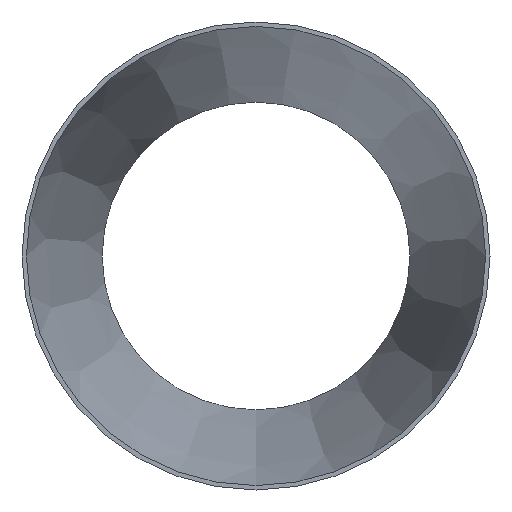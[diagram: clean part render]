
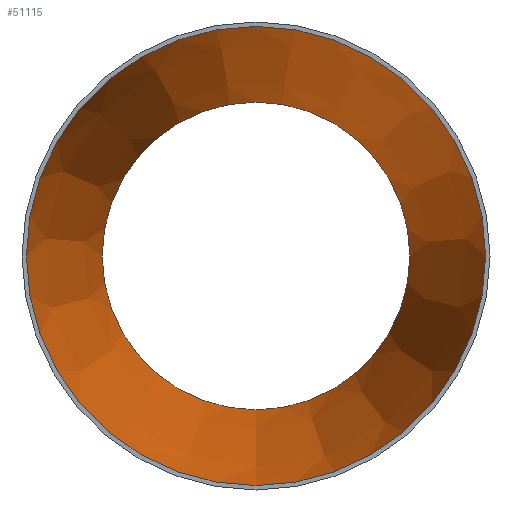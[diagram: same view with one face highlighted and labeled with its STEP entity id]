
A CAD part, front view. The second image highlights one B-rep face of the part: STEP entity #51115.
In plain terms, the highlighted conical face has half-angle 9.908 degrees and reference radius 158.905 mm.
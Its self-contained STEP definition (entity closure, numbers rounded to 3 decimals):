
#294 = ORIENTED_EDGE ( 'NONE', *, *, #33388, .T. ) ;
#6476 = EDGE_LOOP ( 'NONE', ( #35657 ) ) ;
#11339 = DIRECTION ( 'NONE',  ( 0., 0., -1. ) ) ;
#11382 = CIRCLE ( 'NONE', #50204, 106.505 ) ;
#15425 = EDGE_LOOP ( 'NONE', ( #294 ) ) ;
#15920 = DIRECTION ( 'NONE',  ( 0., -1., 0. ) ) ;
#16860 = CARTESIAN_POINT ( 'NONE',  ( 0., 0., 0. ) ) ;
#20446 = VERTEX_POINT ( 'NONE', #53421 ) ;
#23525 = CARTESIAN_POINT ( 'NONE',  ( 0., 0., 0. ) ) ;
#24572 = CARTESIAN_POINT ( 'NONE',  ( 0., 300., 0. ) ) ;
#24792 = CARTESIAN_POINT ( 'NONE',  ( 0., 0., -158.905 ) ) ;
#25052 = CIRCLE ( 'NONE', #53502, 158.905 ) ;
#25239 = DIRECTION ( 'NONE',  ( 0., -1., 0. ) ) ;
#28402 = FACE_OUTER_BOUND ( 'NONE', #15425, .T. ) ;
#33388 = EDGE_CURVE ( 'NONE', #45335, #45335, #25052, .T. ) ;
#35657 = ORIENTED_EDGE ( 'NONE', *, *, #39988, .F. ) ;
#38678 = AXIS2_PLACEMENT_3D ( 'NONE', #23525, #51921, #48660 ) ;
#39988 = EDGE_CURVE ( 'NONE', #20446, #20446, #11382, .T. ) ;
#40954 = DIRECTION ( 'NONE',  ( 0., 0., -1. ) ) ;
#44648 = CONICAL_SURFACE ( 'NONE', #38678, 158.905, 0.173 ) ;
#45335 = VERTEX_POINT ( 'NONE', #24792 ) ;
#48143 = FACE_BOUND ( 'NONE', #6476, .T. ) ;
#48660 = DIRECTION ( 'NONE',  ( 0., 0., -1. ) ) ;
#50204 = AXIS2_PLACEMENT_3D ( 'NONE', #24572, #15920, #11339 ) ;
#51115 = ADVANCED_FACE ( 'NONE', ( #48143, #28402 ), #44648, .F. ) ;
#51921 = DIRECTION ( 'NONE',  ( 0., -1., 0. ) ) ;
#53421 = CARTESIAN_POINT ( 'NONE',  ( 0., 300., -106.505 ) ) ;
#53502 = AXIS2_PLACEMENT_3D ( 'NONE', #16860, #25239, #40954 ) ;
